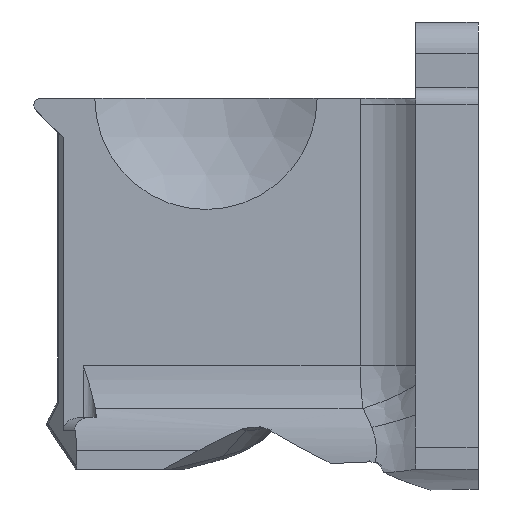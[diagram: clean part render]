
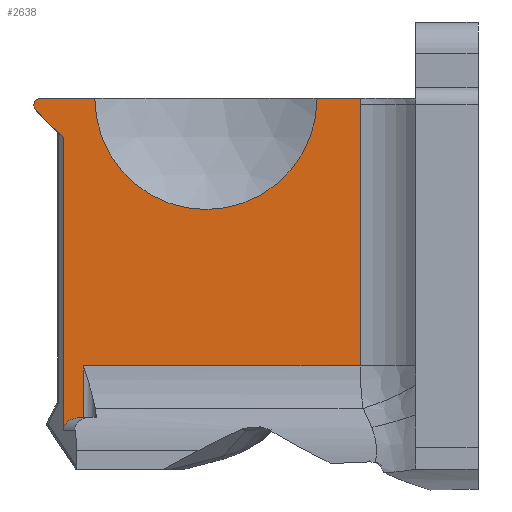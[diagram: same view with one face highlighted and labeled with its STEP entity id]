
A CAD part, left-side view. The second image highlights one B-rep face of the part: STEP entity #2638.
In plain terms, the highlighted planar face has unit normal (-1, 0, 0).
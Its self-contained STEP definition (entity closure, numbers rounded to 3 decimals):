
#39=PLANE('',#2821);
#79=ELLIPSE('',#2813,1.344,0.95);
#147=LINE('',#4443,#281);
#149=LINE('',#4447,#283);
#151=LINE('',#4451,#285);
#152=LINE('',#4453,#286);
#153=LINE('',#4455,#287);
#154=LINE('',#4457,#288);
#155=LINE('',#4464,#289);
#156=LINE('',#4468,#290);
#281=VECTOR('',#3046,10.);
#283=VECTOR('',#3050,10.);
#285=VECTOR('',#3054,1000.);
#286=VECTOR('',#3055,1000.);
#287=VECTOR('',#3056,10.);
#288=VECTOR('',#3057,5.5);
#289=VECTOR('',#3058,10.);
#290=VECTOR('',#3061,10.);
#403=FACE_OUTER_BOUND('',#558,.T.);
#558=EDGE_LOOP('',(#1833,#1834,#1835,#1836,#1837,#1838,#1839,#1840,#1841,
#1842,#1843,#1844));
#697=CIRCLE('',#2822,8.167);
#698=CIRCLE('',#2823,0.5);
#822=B_SPLINE_CURVE_WITH_KNOTS('',3,(#4459,#4460,#4461,#4462),
 .UNSPECIFIED.,.F.,.F.,(4,4),(-2.762,-2.717),
 .UNSPECIFIED.);
#1047=VERTEX_POINT('',#4382);
#1048=VERTEX_POINT('',#4384);
#1061=VERTEX_POINT('',#4442);
#1062=VERTEX_POINT('',#4446);
#1063=VERTEX_POINT('',#4450);
#1064=VERTEX_POINT('',#4452);
#1065=VERTEX_POINT('',#4454);
#1066=VERTEX_POINT('',#4456);
#1067=VERTEX_POINT('',#4458);
#1068=VERTEX_POINT('',#4463);
#1069=VERTEX_POINT('',#4465);
#1070=VERTEX_POINT('',#4467);
#1339=EDGE_CURVE('',#1047,#1048,#79,.F.);
#1355=EDGE_CURVE('',#1061,#1048,#147,.T.);
#1357=EDGE_CURVE('',#1062,#1061,#149,.F.);
#1359=EDGE_CURVE('',#1063,#1047,#151,.T.);
#1360=EDGE_CURVE('',#1063,#1064,#152,.T.);
#1361=EDGE_CURVE('',#1065,#1064,#153,.T.);
#1362=EDGE_CURVE('',#1066,#1065,#154,.T.);
#1363=EDGE_CURVE('',#1067,#1066,#822,.T.);
#1364=EDGE_CURVE('',#1067,#1068,#155,.F.);
#1365=EDGE_CURVE('',#1068,#1069,#697,.T.);
#1366=EDGE_CURVE('',#1069,#1070,#156,.F.);
#1367=EDGE_CURVE('',#1062,#1070,#698,.T.);
#1833=ORIENTED_EDGE('',*,*,#1355,.T.);
#1834=ORIENTED_EDGE('',*,*,#1339,.F.);
#1835=ORIENTED_EDGE('',*,*,#1359,.F.);
#1836=ORIENTED_EDGE('',*,*,#1360,.T.);
#1837=ORIENTED_EDGE('',*,*,#1361,.F.);
#1838=ORIENTED_EDGE('',*,*,#1362,.F.);
#1839=ORIENTED_EDGE('',*,*,#1363,.F.);
#1840=ORIENTED_EDGE('',*,*,#1364,.T.);
#1841=ORIENTED_EDGE('',*,*,#1365,.T.);
#1842=ORIENTED_EDGE('',*,*,#1366,.T.);
#1843=ORIENTED_EDGE('',*,*,#1367,.F.);
#1844=ORIENTED_EDGE('',*,*,#1357,.T.);
#2638=ADVANCED_FACE('',(#403),#39,.F.);
#2813=AXIS2_PLACEMENT_3D('',#4385,#3027,#3028);
#2821=AXIS2_PLACEMENT_3D('',#4449,#3052,#3053);
#2822=AXIS2_PLACEMENT_3D('',#4466,#3059,#3060);
#2823=AXIS2_PLACEMENT_3D('',#4469,#3062,#3063);
#3027=DIRECTION('center_axis',(1.,0.,0.));
#3028=DIRECTION('ref_axis',(0.,1.,0.));
#3046=DIRECTION('',(0.,0.,-1.));
#3050=DIRECTION('',(0.,0.707,0.707));
#3052=DIRECTION('center_axis',(1.,0.,0.));
#3053=DIRECTION('ref_axis',(0.,1.,0.));
#3054=DIRECTION('',(0.,1.,0.));
#3055=DIRECTION('',(0.,0.,1.));
#3056=DIRECTION('',(0.,1.,0.));
#3057=DIRECTION('',(0.,0.,-1.));
#3058=DIRECTION('',(0.,-1.,0.));
#3059=DIRECTION('center_axis',(1.,0.,0.));
#3060=DIRECTION('ref_axis',(0.,0.,1.));
#3061=DIRECTION('',(0.,-1.,0.));
#3062=DIRECTION('center_axis',(1.,0.,0.));
#3063=DIRECTION('ref_axis',(0.,0.924,0.383));
#4382=CARTESIAN_POINT('',(134.469,140.765,119.473));
#4384=CARTESIAN_POINT('',(134.469,142.109,118.523));
#4385=CARTESIAN_POINT('Origin',(134.469,140.765,118.523));
#4442=CARTESIAN_POINT('',(134.469,142.109,140.07));
#4443=CARTESIAN_POINT('',(134.469,142.109,125.484));
#4446=CARTESIAN_POINT('',(134.469,144.108,142.069));
#4447=CARTESIAN_POINT('',(134.469,139.24,137.201));
#4449=CARTESIAN_POINT('Origin',(134.469,143.609,119.673));
#4450=CARTESIAN_POINT('',(134.469,140.609,119.473));
#4451=CARTESIAN_POINT('',(134.469,143.609,119.473));
#4452=CARTESIAN_POINT('',(134.469,140.609,123.257));
#4453=CARTESIAN_POINT('',(134.469,140.609,124.258));
#4454=CARTESIAN_POINT('',(134.469,120.278,123.257));
#4455=CARTESIAN_POINT('',(134.469,129.159,123.257));
#4456=CARTESIAN_POINT('',(134.469,120.278,142.472));
#4457=CARTESIAN_POINT('',(134.469,120.278,119.673));
#4458=CARTESIAN_POINT('',(134.469,120.26,142.922));
#4459=CARTESIAN_POINT('Ctrl Pts',(134.469,120.26,142.922));
#4460=CARTESIAN_POINT('Ctrl Pts',(134.469,120.272,142.773));
#4461=CARTESIAN_POINT('Ctrl Pts',(134.469,120.278,142.622));
#4462=CARTESIAN_POINT('Ctrl Pts',(134.469,120.278,142.472));
#4463=CARTESIAN_POINT('',(134.469,123.442,142.922));
#4464=CARTESIAN_POINT('',(134.469,122.633,142.922));
#4465=CARTESIAN_POINT('',(134.469,139.776,142.922));
#4466=CARTESIAN_POINT('Origin',(134.469,131.609,142.922));
#4467=CARTESIAN_POINT('',(134.469,143.754,142.922));
#4468=CARTESIAN_POINT('',(134.469,122.633,142.922));
#4469=CARTESIAN_POINT('Origin',(134.469,143.754,142.422));
